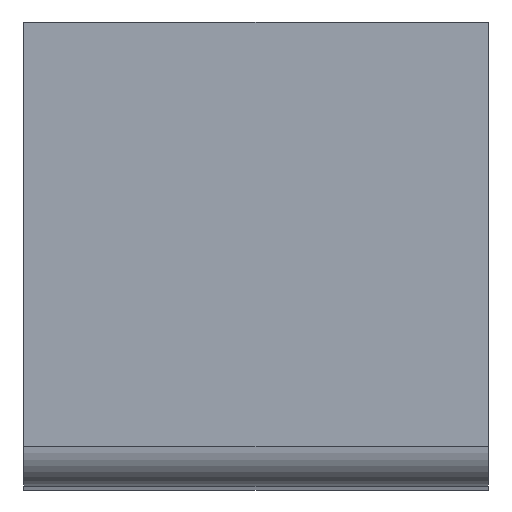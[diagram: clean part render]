
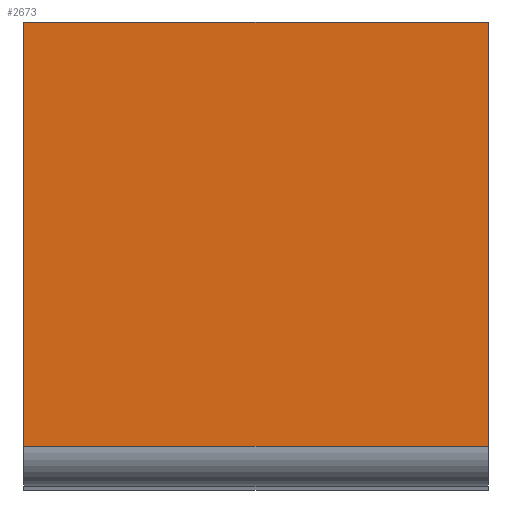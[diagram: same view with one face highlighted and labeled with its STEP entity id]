
A CAD part, top view. The second image highlights one B-rep face of the part: STEP entity #2673.
In plain terms, the highlighted planar face has unit normal (0, 0, 1).
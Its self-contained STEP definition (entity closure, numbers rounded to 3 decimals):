
#100=CARTESIAN_POINT('',(-20.0,-16.5,80.0));
#101=VERTEX_POINT('',#100);
#109=CARTESIAN_POINT('',(-20.0,20.0,80.0));
#110=VERTEX_POINT('',#109);
#111=CARTESIAN_POINT('',(-20.0,-16.5,80.0));
#112=DIRECTION('',(0.0,1.0,0.0));
#113=VECTOR('',#112,36.5);
#114=LINE('',#111,#113);
#115=EDGE_CURVE('',#101,#110,#114,.T.);
#242=CARTESIAN_POINT('',(20.0,-16.5,80.0));
#243=VERTEX_POINT('',#242);
#251=CARTESIAN_POINT('',(20.0,-16.5,80.0));
#252=DIRECTION('',(-1.0,0.0,0.0));
#253=VECTOR('',#252,40.0);
#254=LINE('',#251,#253);
#255=EDGE_CURVE('',#243,#101,#254,.T.);
#1190=CARTESIAN_POINT('',(20.0,20.0,80.0));
#1191=VERTEX_POINT('',#1190);
#1198=CARTESIAN_POINT('',(20.0,20.0,80.0));
#1199=DIRECTION('',(0.0,-1.0,0.0));
#1200=VECTOR('',#1199,36.5);
#1201=LINE('',#1198,#1200);
#1202=EDGE_CURVE('',#1191,#243,#1201,.T.);
#1811=CARTESIAN_POINT('',(-20.0,20.0,80.0));
#1812=DIRECTION('',(1.0,0.0,0.0));
#1813=VECTOR('',#1812,40.0);
#1814=LINE('',#1811,#1813);
#1815=EDGE_CURVE('',#110,#1191,#1814,.T.);
#2662=CARTESIAN_POINT('',(0.0,0.,80.0));
#2663=DIRECTION('',(0.0,0.0,1.0));
#2664=DIRECTION('',(1.0,0.0,0.0));
#2665=AXIS2_PLACEMENT_3D('',#2662,#2663,#2664);
#2666=PLANE('',#2665);
#2667=ORIENTED_EDGE('',*,*,#255,.F.);
#2668=ORIENTED_EDGE('',*,*,#1202,.F.);
#2669=ORIENTED_EDGE('',*,*,#1815,.F.);
#2670=ORIENTED_EDGE('',*,*,#115,.F.);
#2671=EDGE_LOOP('',(#2667,#2668,#2669,#2670));
#2672=FACE_OUTER_BOUND('',#2671,.T.);
#2673=ADVANCED_FACE('',(#2672),#2666,.T.);
